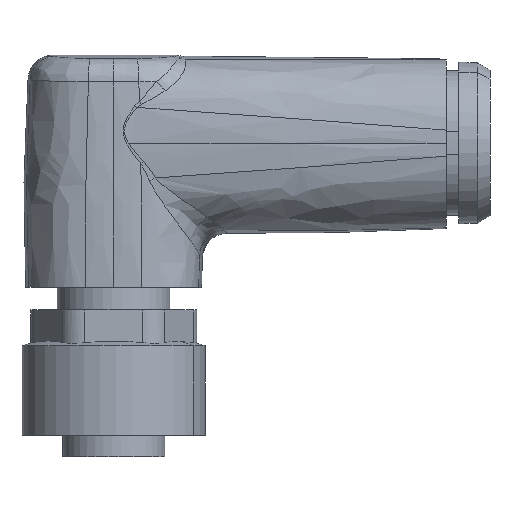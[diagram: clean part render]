
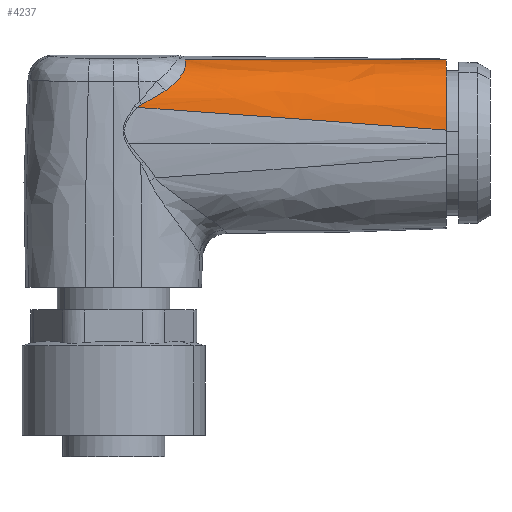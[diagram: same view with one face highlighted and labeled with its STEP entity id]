
A CAD part, front view. The second image highlights one B-rep face of the part: STEP entity #4237.
In plain terms, the highlighted free-form (B-spline) face has degree [5, 5] with [9, 6] control points.
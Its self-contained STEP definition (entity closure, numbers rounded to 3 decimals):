
#2376 = VERTEX_POINT('',#2377);
#2377 = CARTESIAN_POINT('',(9.165,0.629,27.841));
#2462 = EDGE_CURVE('',#2463,#2376,#2465,.T.);
#2463 = VERTEX_POINT('',#2464);
#2464 = CARTESIAN_POINT('',(9.54,0.662,28.075));
#2465 = B_SPLINE_CURVE_WITH_KNOTS('',3,(#2466,#2467,#2468,#2469),
  .UNSPECIFIED.,.F.,.F.,(4,4),(6.28,6.941),
  .PIECEWISE_BEZIER_KNOTS.);
#2466 = CARTESIAN_POINT('',(9.54,0.662,28.075));
#2467 = CARTESIAN_POINT('',(9.405,0.65,28.007));
#2468 = CARTESIAN_POINT('',(9.273,0.64,27.934));
#2469 = CARTESIAN_POINT('',(9.165,0.629,27.841));
#4023 = EDGE_CURVE('',#4024,#2463,#4026,.T.);
#4024 = VERTEX_POINT('',#4025);
#4025 = CARTESIAN_POINT('',(11.401,1.03,29.159));
#4026 = B_SPLINE_CURVE_WITH_KNOTS('',5,(#4027,#4028,#4029,#4030,#4031,
    #4032),.UNSPECIFIED.,.F.,.F.,(6,6),(10.073,13.102),
  .PIECEWISE_BEZIER_KNOTS.);
#4027 = CARTESIAN_POINT('',(11.401,1.03,29.159));
#4028 = CARTESIAN_POINT('',(11.04,0.915,28.938));
#4029 = CARTESIAN_POINT('',(10.676,0.822,28.714));
#4030 = CARTESIAN_POINT('',(10.301,0.749,28.499));
#4031 = CARTESIAN_POINT('',(9.936,0.695,28.271));
#4032 = CARTESIAN_POINT('',(9.54,0.662,28.075));
#4178 = EDGE_CURVE('',#4179,#2376,#4181,.T.);
#4179 = VERTEX_POINT('',#4180);
#4180 = CARTESIAN_POINT('',(33.8,0.936,26.036));
#4181 = B_SPLINE_CURVE_WITH_KNOTS('',5,(#4182,#4183,#4184,#4185,#4186,
    #4187,#4188,#4189,#4190),.UNSPECIFIED.,.F.,.F.,(6,3,6),(
    -12.567,-6.882,12.107),.UNSPECIFIED.);
#4182 = CARTESIAN_POINT('',(33.8,0.936,26.036));
#4183 = CARTESIAN_POINT('',(32.666,0.876,26.119));
#4184 = CARTESIAN_POINT('',(31.532,0.822,26.204));
#4185 = CARTESIAN_POINT('',(30.398,0.774,26.289));
#4186 = CARTESIAN_POINT('',(25.473,0.589,26.661));
#4187 = CARTESIAN_POINT('',(20.549,0.506,27.035));
#4188 = CARTESIAN_POINT('',(16.753,0.498,27.319));
#4189 = CARTESIAN_POINT('',(12.958,0.541,27.59));
#4190 = CARTESIAN_POINT('',(9.165,0.629,27.841));
#4237 = ADVANCED_FACE('',(#4238),#4286,.T.);
#4238 = FACE_BOUND('',#4239,.T.);
#4239 = EDGE_LOOP('',(#4240,#4256,#4274,#4275,#4276,#4277));
#4240 = ORIENTED_EDGE('',*,*,#4241,.T.);
#4241 = EDGE_CURVE('',#4242,#4244,#4246,.T.);
#4242 = VERTEX_POINT('',#4243);
#4243 = CARTESIAN_POINT('',(33.8,6.449,31.629));
#4244 = VERTEX_POINT('',#4245);
#4245 = CARTESIAN_POINT('',(13.023,4.626,31.671));
#4246 = B_SPLINE_CURVE_WITH_KNOTS('',5,(#4247,#4248,#4249,#4250,#4251,
    #4252,#4253,#4254,#4255),.UNSPECIFIED.,.F.,.F.,(6,3,6),(
    -12.567,-6.882,8.244),.UNSPECIFIED.);
#4247 = CARTESIAN_POINT('',(33.8,6.449,31.629));
#4248 = CARTESIAN_POINT('',(32.666,6.351,31.643));
#4249 = CARTESIAN_POINT('',(31.532,6.253,31.656));
#4250 = CARTESIAN_POINT('',(30.398,6.153,31.668));
#4251 = CARTESIAN_POINT('',(26.244,5.786,31.705));
#4252 = CARTESIAN_POINT('',(22.091,5.412,31.721));
#4253 = CARTESIAN_POINT('',(19.069,5.142,31.72));
#4254 = CARTESIAN_POINT('',(16.046,4.878,31.704));
#4255 = CARTESIAN_POINT('',(13.023,4.626,31.671));
#4256 = ORIENTED_EDGE('',*,*,#4257,.F.);
#4257 = EDGE_CURVE('',#4024,#4244,#4258,.T.);
#4258 = B_SPLINE_CURVE_WITH_KNOTS('',5,(#4259,#4260,#4261,#4262,#4263,
    #4264,#4265,#4266,#4267,#4268,#4269,#4270,#4271,#4272,#4273),
  .UNSPECIFIED.,.F.,.F.,(6,3,3,3,6),(0.,3.276,4.803,
    6.68,7.146),.UNSPECIFIED.);
#4259 = CARTESIAN_POINT('',(11.401,1.03,29.159));
#4260 = CARTESIAN_POINT('',(11.826,1.164,29.42));
#4261 = CARTESIAN_POINT('',(12.209,1.356,29.734));
#4262 = CARTESIAN_POINT('',(12.528,1.626,30.091));
#4263 = CARTESIAN_POINT('',(12.848,2.142,30.59));
#4264 = CARTESIAN_POINT('',(12.988,2.736,30.986));
#4265 = CARTESIAN_POINT('',(13.016,2.929,31.099));
#4266 = CARTESIAN_POINT('',(13.049,3.356,31.318));
#4267 = CARTESIAN_POINT('',(13.038,3.767,31.471));
#4268 = CARTESIAN_POINT('',(13.026,3.984,31.538));
#4269 = CARTESIAN_POINT('',(13.015,4.241,31.602));
#4270 = CARTESIAN_POINT('',(13.017,4.484,31.648));
#4271 = CARTESIAN_POINT('',(13.019,4.532,31.656));
#4272 = CARTESIAN_POINT('',(13.021,4.579,31.664));
#4273 = CARTESIAN_POINT('',(13.023,4.626,31.671));
#4274 = ORIENTED_EDGE('',*,*,#4023,.T.);
#4275 = ORIENTED_EDGE('',*,*,#2462,.T.);
#4276 = ORIENTED_EDGE('',*,*,#4178,.F.);
#4277 = ORIENTED_EDGE('',*,*,#4278,.T.);
#4278 = EDGE_CURVE('',#4179,#4242,#4279,.T.);
#4279 = B_SPLINE_CURVE_WITH_KNOTS('',5,(#4280,#4281,#4282,#4283,#4284,
    #4285),.UNSPECIFIED.,.F.,.F.,(6,6),(0.,9.951),
  .PIECEWISE_BEZIER_KNOTS.);
#4280 = CARTESIAN_POINT('',(33.8,0.936,26.036));
#4281 = CARTESIAN_POINT('',(33.8,1.041,27.746));
#4282 = CARTESIAN_POINT('',(33.8,1.747,29.418));
#4283 = CARTESIAN_POINT('',(33.8,3.092,30.737));
#4284 = CARTESIAN_POINT('',(33.8,4.744,31.46));
#4285 = CARTESIAN_POINT('',(33.8,6.449,31.629));
#4286 = B_SPLINE_SURFACE_WITH_KNOTS('',5,5,(
    (#4287,#4288,#4289,#4290,#4291,#4292)
    ,(#4293,#4294,#4295,#4296,#4297,#4298)
    ,(#4299,#4300,#4301,#4302,#4303,#4304)
    ,(#4305,#4306,#4307,#4308,#4309,#4310)
    ,(#4311,#4312,#4313,#4314,#4315,#4316)
    ,(#4317,#4318,#4319,#4320,#4321,#4322)
    ,(#4323,#4324,#4325,#4326,#4327,#4328)
    ,(#4329,#4330,#4331,#4332,#4333,#4334)
    ,(#4335,#4336,#4337,#4338,#4339,#4340
    )),.UNSPECIFIED.,.F.,.F.,.F.,(6,3,6),(6,6),(0.,22.96,
    32.154),(25.629,30.712),.UNSPECIFIED.);
#4287 = CARTESIAN_POINT('',(5.2,0.742,28.094));
#4288 = CARTESIAN_POINT('',(5.2,0.868,29.103));
#4289 = CARTESIAN_POINT('',(5.2,1.314,30.072));
#4290 = CARTESIAN_POINT('',(5.2,2.065,30.863));
#4291 = CARTESIAN_POINT('',(5.2,3.01,31.359));
#4292 = CARTESIAN_POINT('',(5.2,4.011,31.537));
#4293 = CARTESIAN_POINT('',(9.785,0.589,27.813));
#4294 = CARTESIAN_POINT('',(9.785,0.737,28.958));
#4295 = CARTESIAN_POINT('',(9.785,1.251,30.048));
#4296 = CARTESIAN_POINT('',(9.785,2.121,30.927));
#4297 = CARTESIAN_POINT('',(9.785,3.207,31.461));
#4298 = CARTESIAN_POINT('',(9.785,4.346,31.645));
#4299 = CARTESIAN_POINT('',(14.371,0.5,27.496));
#4300 = CARTESIAN_POINT('',(14.371,0.666,28.775));
#4301 = CARTESIAN_POINT('',(14.371,1.244,29.984));
#4302 = CARTESIAN_POINT('',(14.371,2.227,30.948));
#4303 = CARTESIAN_POINT('',(14.371,3.451,31.518));
#4304 = CARTESIAN_POINT('',(14.371,4.724,31.708));
#4305 = CARTESIAN_POINT('',(18.964,0.482,27.156));
#4306 = CARTESIAN_POINT('',(18.964,0.658,28.56));
#4307 = CARTESIAN_POINT('',(18.964,1.29,29.885));
#4308 = CARTESIAN_POINT('',(18.964,2.377,30.932));
#4309 = CARTESIAN_POINT('',(18.964,3.73,31.54));
#4310 = CARTESIAN_POINT('',(18.964,5.13,31.731));
#4311 = CARTESIAN_POINT('',(25.381,0.569,26.667));
#4312 = CARTESIAN_POINT('',(25.381,0.743,28.229));
#4313 = CARTESIAN_POINT('',(25.381,1.434,29.699));
#4314 = CARTESIAN_POINT('',(25.381,2.644,30.856));
#4315 = CARTESIAN_POINT('',(25.381,4.155,31.515));
#4316 = CARTESIAN_POINT('',(25.381,5.711,31.718));
#4317 = CARTESIAN_POINT('',(31.799,0.829,26.184));
#4318 = CARTESIAN_POINT('',(31.799,0.958,27.868));
#4319 = CARTESIAN_POINT('',(31.799,1.669,29.479));
#4320 = CARTESIAN_POINT('',(31.799,2.966,30.754));
#4321 = CARTESIAN_POINT('',(31.799,4.599,31.468));
#4322 = CARTESIAN_POINT('',(31.799,6.277,31.654));
#4323 = CARTESIAN_POINT('',(33.633,0.918,26.047));
#4324 = CARTESIAN_POINT('',(33.633,1.029,27.762));
#4325 = CARTESIAN_POINT('',(33.633,1.742,29.416));
#4326 = CARTESIAN_POINT('',(33.633,3.062,30.729));
#4327 = CARTESIAN_POINT('',(33.633,4.727,31.46));
#4328 = CARTESIAN_POINT('',(33.633,6.436,31.633));
#4329 = CARTESIAN_POINT('',(35.467,1.022,25.912));
#4330 = CARTESIAN_POINT('',(35.467,1.111,27.656));
#4331 = CARTESIAN_POINT('',(35.467,1.822,29.348));
#4332 = CARTESIAN_POINT('',(35.467,3.16,30.696));
#4333 = CARTESIAN_POINT('',(35.467,4.854,31.444));
#4334 = CARTESIAN_POINT('',(35.467,6.592,31.608));
#4335 = CARTESIAN_POINT('',(37.3,1.142,25.78));
#4336 = CARTESIAN_POINT('',(37.3,1.197,27.548));
#4337 = CARTESIAN_POINT('',(37.3,1.902,29.296));
#4338 = CARTESIAN_POINT('',(37.3,3.256,30.698));
#4339 = CARTESIAN_POINT('',(37.3,4.979,31.464));
#4340 = CARTESIAN_POINT('',(37.3,6.744,31.58));
